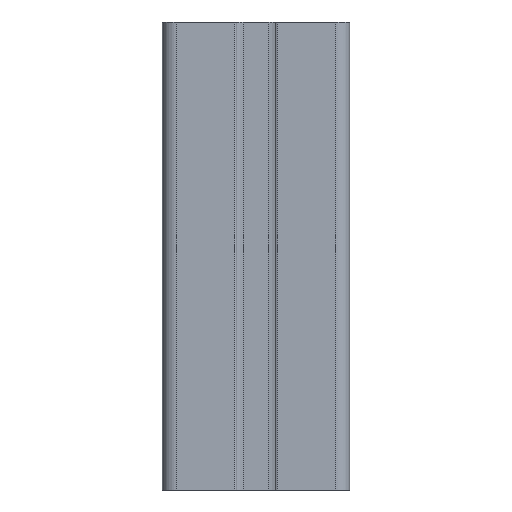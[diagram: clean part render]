
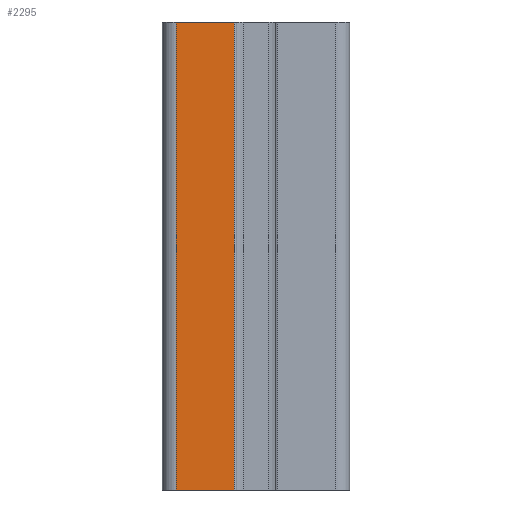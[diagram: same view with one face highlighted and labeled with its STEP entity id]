
A CAD part, left-side view. The second image highlights one B-rep face of the part: STEP entity #2295.
In plain terms, the highlighted planar face has unit normal (-1, 0, 0).
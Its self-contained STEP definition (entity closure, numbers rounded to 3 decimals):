
#73=CARTESIAN_POINT('',(-20.,4.6,100.0));
#74=VERTEX_POINT('',#73);
#84=CARTESIAN_POINT('',(-20.,4.6,0.0));
#85=VERTEX_POINT('',#84);
#86=CARTESIAN_POINT('',(-20.,4.6,0.0));
#87=DIRECTION('',(0.0,0.0,1.0));
#88=VECTOR('',#87,100.0);
#89=LINE('',#86,#88);
#90=EDGE_CURVE('',#85,#74,#89,.T.);
#846=CARTESIAN_POINT('',(-20.0,17.0,0.0));
#847=VERTEX_POINT('',#846);
#848=CARTESIAN_POINT('',(-20.0,4.6,0.0));
#849=DIRECTION('',(0.0,1.0,0.0));
#850=VECTOR('',#849,12.4);
#851=LINE('',#848,#850);
#852=EDGE_CURVE('',#85,#847,#851,.T.);
#2272=CARTESIAN_POINT('',(-20.,-17.0,0.0));
#2273=DIRECTION('',(-1.0,0.0,0.0));
#2274=DIRECTION('',(0.0,0.0,1.0));
#2275=AXIS2_PLACEMENT_3D('',#2272,#2273,#2274);
#2276=PLANE('',#2275);
#2277=ORIENTED_EDGE('',*,*,#90,.T.);
#2278=CARTESIAN_POINT('',(-20.0,17.0,100.0));
#2279=VERTEX_POINT('',#2278);
#2280=CARTESIAN_POINT('',(-20.0,4.6,100.0));
#2281=DIRECTION('',(0.0,1.0,0.0));
#2282=VECTOR('',#2281,12.4);
#2283=LINE('',#2280,#2282);
#2284=EDGE_CURVE('',#74,#2279,#2283,.T.);
#2285=ORIENTED_EDGE('',*,*,#2284,.T.);
#2286=CARTESIAN_POINT('',(-20.0,17.0,0.0));
#2287=DIRECTION('',(0.0,0.0,1.0));
#2288=VECTOR('',#2287,100.0);
#2289=LINE('',#2286,#2288);
#2290=EDGE_CURVE('',#847,#2279,#2289,.T.);
#2291=ORIENTED_EDGE('',*,*,#2290,.F.);
#2292=ORIENTED_EDGE('',*,*,#852,.F.);
#2293=EDGE_LOOP('',(#2277,#2285,#2291,#2292));
#2294=FACE_OUTER_BOUND('',#2293,.T.);
#2295=ADVANCED_FACE('',(#2294),#2276,.T.);
